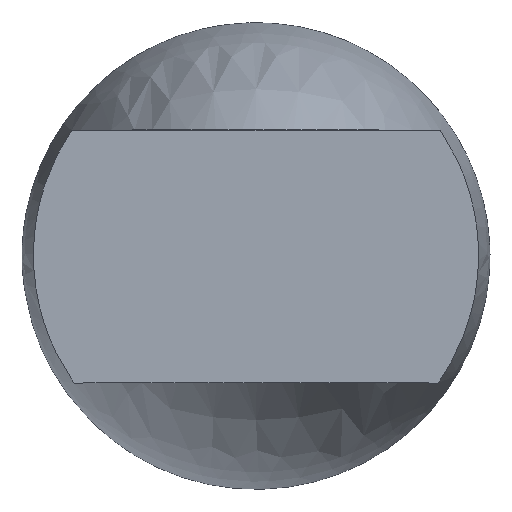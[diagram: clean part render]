
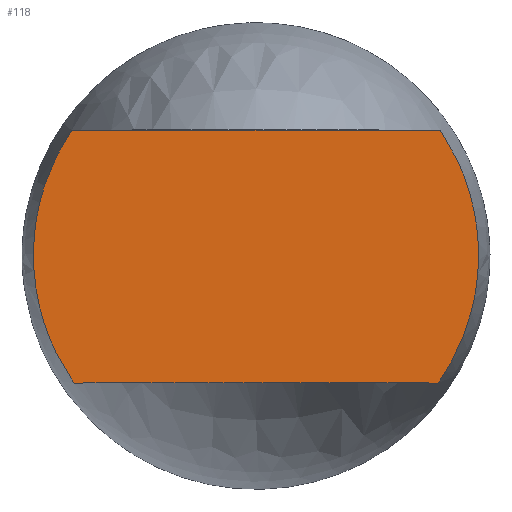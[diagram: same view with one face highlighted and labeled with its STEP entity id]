
A CAD part, top view. The second image highlights one B-rep face of the part: STEP entity #118.
In plain terms, the highlighted planar face has unit normal (0, 0, 1).
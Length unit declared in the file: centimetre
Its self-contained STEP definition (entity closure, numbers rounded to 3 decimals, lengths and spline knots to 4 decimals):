
#18=LINE($,#380,#20);
#19=LINE($,#381,#21);
#20=VECTOR($,#142,7.7772);
#21=VECTOR($,#143,7.8769);
#22=PLANE($,#128);
#32=FACE_OUTER_BOUND($,#40,.T.);
#40=EDGE_LOOP($,(#96,#97,#98,#99));
#52=B_SPLINE_CURVE_WITH_KNOTS($,3,(#296,#297,#298,#299,#300,#301,#302,#303,
#304,#305,#306,#307),.UNSPECIFIED.,.F.,.F.,(4,2,2,2,2,4),(-5.8131,
-4.896,-3.9736,-2.2893,-1.1279,
-0.0614),.UNSPECIFIED.);
#56=B_SPLINE_CURVE_WITH_KNOTS($,3,(#340,#341,#342,#343,#344,#345,#346,#347,
#348,#349,#350,#351,#352,#353),.UNSPECIFIED.,.F.,.F.,(4,2,2,2,2,2,4),(-5.8095,
-5.1494,-4.5002,-3.421,-2.3028,
-1.1096,-0.0606),.UNSPECIFIED.);
#62=VERTEX_POINT($,#290);
#63=VERTEX_POINT($,#295);
#66=VERTEX_POINT($,#334);
#67=VERTEX_POINT($,#339);
#74=EDGE_CURVE($,#62,#63,#52,.T.);
#78=EDGE_CURVE($,#66,#67,#56,.T.);
#81=EDGE_CURVE($,#63,#66,#18,.T.);
#82=EDGE_CURVE($,#67,#62,#19,.T.);
#96=ORIENTED_EDGE($,*,*,#81,.F.);
#97=ORIENTED_EDGE($,*,*,#74,.F.);
#98=ORIENTED_EDGE($,*,*,#82,.F.);
#99=ORIENTED_EDGE($,*,*,#78,.F.);
#118=ADVANCED_FACE($,(#32),#22,.F.);
#128=AXIS2_PLACEMENT_3D($,#379,#140,#141);
#140=DIRECTION('center_axis',(0.,0.,
-1.));
#141=DIRECTION('ref_axis',(1.,0.,0.));
#142=DIRECTION($,(-1.,0.,0.));
#143=DIRECTION($,(1.,0.,0.));
#290=CARTESIAN_POINT('',(-1.062,7.6778,3.8339));
#295=CARTESIAN_POINT('',(-1.1119,2.2778,3.8339));
#296=CARTESIAN_POINT('Ctrl Pts',(-1.062,7.6778,3.8339));
#297=CARTESIAN_POINT('Ctrl Pts',(-0.8908,7.4246,3.8339));
#298=CARTESIAN_POINT('Ctrl Pts',(-0.7444,7.1555,3.8339));
#299=CARTESIAN_POINT('Ctrl Pts',(-0.5045,6.5912,3.8339));
#300=CARTESIAN_POINT('Ctrl Pts',(-0.4119,6.2972,3.8339));
#301=CARTESIAN_POINT('Ctrl Pts',(-0.2323,5.4471,3.8339));
#302=CARTESIAN_POINT('Ctrl Pts',(-0.2145,4.8816,3.8339));
#303=CARTESIAN_POINT('Ctrl Pts',(-0.3518,3.943,3.8339));
#304=CARTESIAN_POINT('Ctrl Pts',(-0.4543,3.5682,3.8339));
#305=CARTESIAN_POINT('Ctrl Pts',(-0.7361,2.8811,3.8339));
#306=CARTESIAN_POINT('Ctrl Pts',(-0.9074,2.5684,3.8339));
#307=CARTESIAN_POINT('Ctrl Pts',(-1.1119,2.2778,3.8339));
#334=CARTESIAN_POINT('',(-8.8891,2.2778,3.8339));
#339=CARTESIAN_POINT('',(-8.9389,7.6778,3.8339));
#340=CARTESIAN_POINT('Ctrl Pts',(-8.8891,2.2778,3.8339));
#341=CARTESIAN_POINT('Ctrl Pts',(-9.0157,2.4577,3.8339));
#342=CARTESIAN_POINT('Ctrl Pts',(-9.1296,2.6462,3.8339));
#343=CARTESIAN_POINT('Ctrl Pts',(-9.329,3.0344,3.8339));
#344=CARTESIAN_POINT('Ctrl Pts',(-9.4146,3.2334,3.8339));
#345=CARTESIAN_POINT('Ctrl Pts',(-9.6056,3.7769,3.8339));
#346=CARTESIAN_POINT('Ctrl Pts',(-9.686,4.1288,3.8339));
#347=CARTESIAN_POINT('Ctrl Pts',(-9.7672,4.8568,3.8339));
#348=CARTESIAN_POINT('Ctrl Pts',(-9.7649,5.2308,3.8339));
#349=CARTESIAN_POINT('Ctrl Pts',(-9.6698,5.9953,3.8339));
#350=CARTESIAN_POINT('Ctrl Pts',(-9.5714,6.3823,3.8339));
#351=CARTESIAN_POINT('Ctrl Pts',(-9.2981,7.078,3.8339));
#352=CARTESIAN_POINT('Ctrl Pts',(-9.1348,7.3882,3.8339));
#353=CARTESIAN_POINT('Ctrl Pts',(-8.9389,7.6778,3.8339));
#379=CARTESIAN_POINT('Origin',(-5.0005,4.9778,3.8339));
#380=CARTESIAN_POINT($,(-10.5005,2.2778,3.8339));
#381=CARTESIAN_POINT($,(0.4995,7.6778,3.8339));
